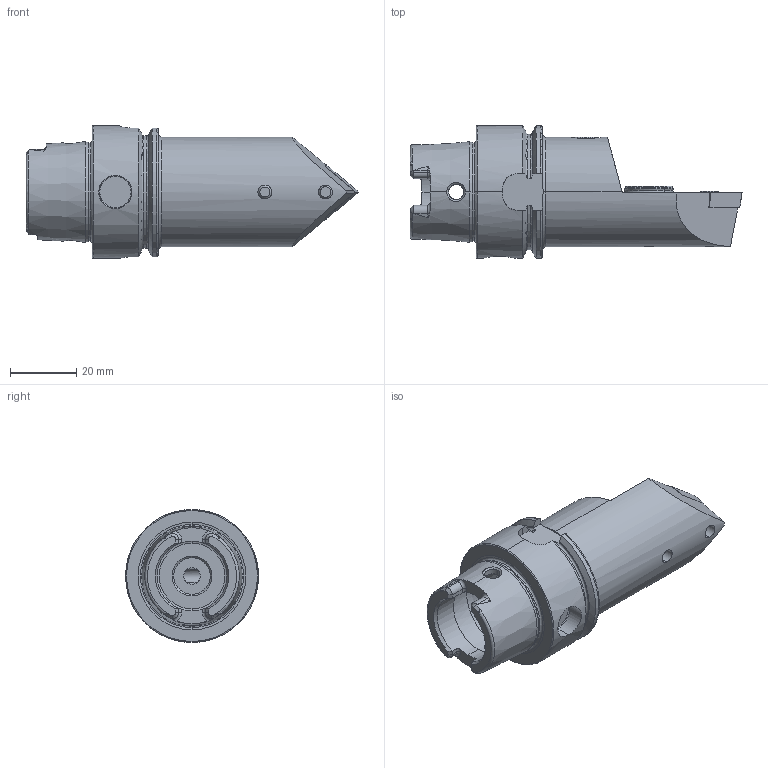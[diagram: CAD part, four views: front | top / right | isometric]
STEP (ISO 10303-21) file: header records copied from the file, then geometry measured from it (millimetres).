
FILE_DESCRIPTION (( 'STEP AP214' ), '1' );
FILE_NAME ('HA4.KCC.NMA.080-HP.STEP', '2024-08-20T11:51:32', ( '' ), ( '' ), 'SwSTEP 2.0', 'SolidWorks 2022', '' );
FILE_SCHEMA (( 'AUTOMOTIVE_DESIGN' ));
Length unit declared in the file: millimetre
Products named in the file (10): DIN 7991 - M5x15; CHP-ER1.008.011_A; ISO 8752 2x8; CHP-ER1.015.006; DIN 3771 - 13x1; CCMT120404; WCC-ER2.001.010_A; HA4.KCC.NMA.080-HP; HA4-KCC.NMA.080-HP_A_Fertigbearbeitung; CHP-ER1.015.006_A
Assembly tree (9 placements, depth 3):
  HA4.KCC.NMA.080-HP
    HA4-KCC.NMA.080-HP_A_Fertigbearbeitung
    CHP-ER1.015.006
      CHP-ER1.015.006_A
      DIN 3771 - 13x1
      DIN 7991 - M5x15
    ISO 8752 2x8
    CHP-ER1.008.011_A
    CCMT120404
    WCC-ER2.001.010_A
Bounding box: 99.91 x 40 x 40 mm (x, y, z)
Volume: 54035.5 mm3; surface area: 17964.1 mm2
Topology: 8 solids, 8 shells, 396 faces, 983 edges, 588 vertices
Faces by surface type: cylinder 117, plane 111, cone 97, torus 55, bspline 16
Entity records: 14322 total; most frequent: CARTESIAN_POINT 4191, ORIENTED_EDGE 1926, DIRECTION 1908, EDGE_CURVE 963, AXIS2_PLACEMENT_3D 765, VERTEX_POINT 588, EDGE_LOOP 421, ADVANCED_FACE 396
